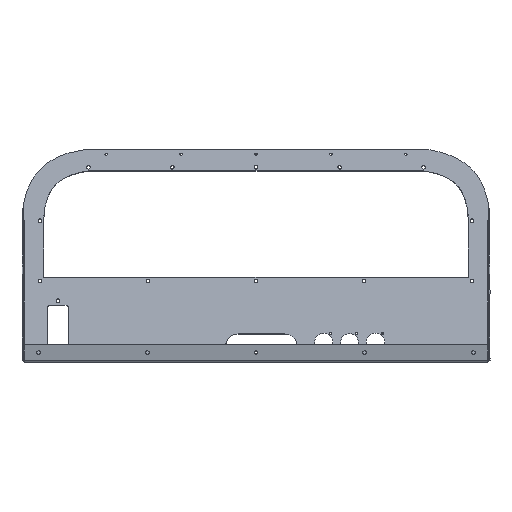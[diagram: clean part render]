
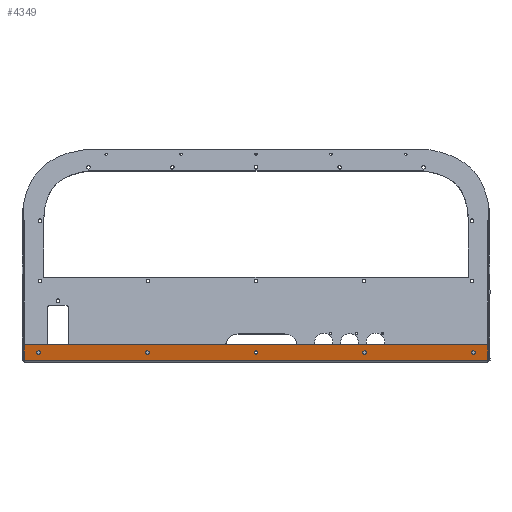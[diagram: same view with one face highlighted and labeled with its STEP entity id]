
A CAD part, front view. The second image highlights one B-rep face of the part: STEP entity #4349.
In plain terms, the highlighted planar face has unit normal (0, -0.985, -0.174).
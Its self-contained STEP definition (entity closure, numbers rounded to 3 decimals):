
#85=FACE_BOUND('',#759,.T.);
#86=FACE_BOUND('',#760,.T.);
#87=FACE_BOUND('',#761,.T.);
#88=FACE_BOUND('',#762,.T.);
#89=FACE_BOUND('',#763,.T.);
#271=PLANE('',#4746);
#471=FACE_OUTER_BOUND('',#758,.T.);
#758=EDGE_LOOP('',(#3794,#3795,#3796,#3797));
#759=EDGE_LOOP('',(#3798));
#760=EDGE_LOOP('',(#3799));
#761=EDGE_LOOP('',(#3800));
#762=EDGE_LOOP('',(#3801));
#763=EDGE_LOOP('',(#3802));
#1220=LINE('',#7239,#1629);
#1222=LINE('',#7246,#1631);
#1224=LINE('',#7252,#1633);
#1228=LINE('',#7260,#1637);
#1629=VECTOR('',#5822,10.);
#1631=VECTOR('',#5832,10.);
#1633=VECTOR('',#5838,10.);
#1637=VECTOR('',#5848,10.);
#1787=CIRCLE('',#4559,2.55);
#1789=CIRCLE('',#4562,2.55);
#1791=CIRCLE('',#4565,2.55);
#1793=CIRCLE('',#4568,2.55);
#1795=CIRCLE('',#4571,2.55);
#2049=VERTEX_POINT('',#6676);
#2051=VERTEX_POINT('',#6682);
#2053=VERTEX_POINT('',#6688);
#2055=VERTEX_POINT('',#6694);
#2057=VERTEX_POINT('',#6700);
#2209=VERTEX_POINT('',#7232);
#2212=VERTEX_POINT('',#7237);
#2213=VERTEX_POINT('',#7245);
#2215=VERTEX_POINT('',#7251);
#2487=EDGE_CURVE('',#2049,#2049,#1787,.T.);
#2490=EDGE_CURVE('',#2051,#2051,#1789,.T.);
#2493=EDGE_CURVE('',#2053,#2053,#1791,.T.);
#2496=EDGE_CURVE('',#2055,#2055,#1793,.T.);
#2499=EDGE_CURVE('',#2057,#2057,#1795,.T.);
#2772=EDGE_CURVE('',#2209,#2212,#1220,.T.);
#2776=EDGE_CURVE('',#2213,#2209,#1222,.T.);
#2779=EDGE_CURVE('',#2215,#2213,#1224,.T.);
#2784=EDGE_CURVE('',#2212,#2215,#1228,.T.);
#3794=ORIENTED_EDGE('',*,*,#2772,.T.);
#3795=ORIENTED_EDGE('',*,*,#2784,.T.);
#3796=ORIENTED_EDGE('',*,*,#2779,.T.);
#3797=ORIENTED_EDGE('',*,*,#2776,.T.);
#3798=ORIENTED_EDGE('',*,*,#2487,.T.);
#3799=ORIENTED_EDGE('',*,*,#2490,.T.);
#3800=ORIENTED_EDGE('',*,*,#2493,.T.);
#3801=ORIENTED_EDGE('',*,*,#2496,.T.);
#3802=ORIENTED_EDGE('',*,*,#2499,.T.);
#4349=ADVANCED_FACE('',(#471,#85,#86,#87,#88,#89),#271,.T.);
#4559=AXIS2_PLACEMENT_3D('',#6677,#5245,#5246);
#4562=AXIS2_PLACEMENT_3D('',#6683,#5252,#5253);
#4565=AXIS2_PLACEMENT_3D('',#6689,#5259,#5260);
#4568=AXIS2_PLACEMENT_3D('',#6695,#5266,#5267);
#4571=AXIS2_PLACEMENT_3D('',#6701,#5273,#5274);
#4746=AXIS2_PLACEMENT_3D('',#7261,#5849,#5850);
#5245=DIRECTION('center_axis',(0.,0.985,0.174));
#5246=DIRECTION('ref_axis',(0.,0.174,-0.985));
#5252=DIRECTION('center_axis',(0.,0.985,0.174));
#5253=DIRECTION('ref_axis',(0.,0.174,-0.985));
#5259=DIRECTION('center_axis',(0.,0.985,0.174));
#5260=DIRECTION('ref_axis',(0.,0.174,-0.985));
#5266=DIRECTION('center_axis',(0.,0.985,0.174));
#5267=DIRECTION('ref_axis',(0.,0.174,-0.985));
#5273=DIRECTION('center_axis',(0.,0.985,0.174));
#5274=DIRECTION('ref_axis',(0.,0.174,-0.985));
#5822=DIRECTION('',(0.,-0.174,0.985));
#5832=DIRECTION('',(1.,0.,0.));
#5838=DIRECTION('',(0.,0.174,-0.985));
#5848=DIRECTION('',(-1.,0.,0.));
#5849=DIRECTION('center_axis',(0.,-0.985,-0.174));
#5850=DIRECTION('ref_axis',(-1.,0.,0.));
#6676=CARTESIAN_POINT('',(351.9,-124.019,-28.856));
#6677=CARTESIAN_POINT('Origin',(351.9,-123.576,-31.368));
#6682=CARTESIAN_POINT('',(-100.95,-124.019,-28.856));
#6683=CARTESIAN_POINT('Origin',(-100.95,-123.576,-31.368));
#6688=CARTESIAN_POINT('',(-251.9,-124.019,-28.856));
#6689=CARTESIAN_POINT('Origin',(-251.9,-123.576,-31.368));
#6694=CARTESIAN_POINT('',(50.,-124.019,-28.856));
#6695=CARTESIAN_POINT('Origin',(50.,-123.576,-31.368));
#6700=CARTESIAN_POINT('',(200.95,-124.019,-28.856));
#6701=CARTESIAN_POINT('Origin',(200.95,-123.576,-31.368));
#7232=CARTESIAN_POINT('',(371.9,-121.638,-42.356));
#7237=CARTESIAN_POINT('',(371.9,-125.513,-20.38));
#7239=CARTESIAN_POINT('',(371.9,-122.188,-39.238));
#7245=CARTESIAN_POINT('',(-271.9,-121.638,-42.356));
#7246=CARTESIAN_POINT('',(50.,-121.638,-42.356));
#7251=CARTESIAN_POINT('',(-271.9,-125.513,-20.38));
#7252=CARTESIAN_POINT('',(-271.9,-124.405,-26.666));
#7260=CARTESIAN_POINT('',(-275.,-125.513,-20.38));
#7261=CARTESIAN_POINT('Origin',(50.,-123.296,-32.952));
